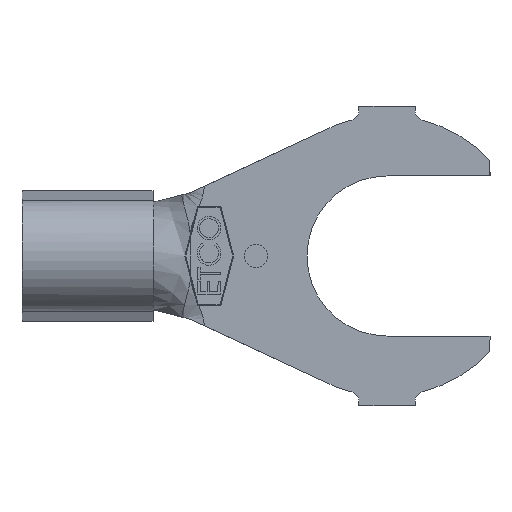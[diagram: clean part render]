
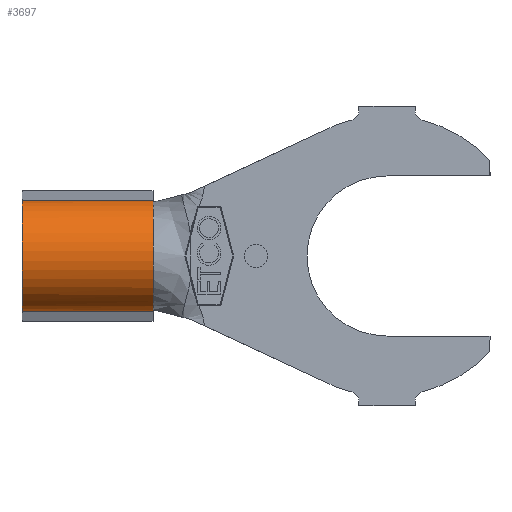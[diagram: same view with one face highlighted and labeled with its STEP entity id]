
A CAD part, front view. The second image highlights one B-rep face of the part: STEP entity #3697.
In plain terms, the highlighted cylindrical face has radius 1.524 mm (diameter 3.048 mm), a partial arc.
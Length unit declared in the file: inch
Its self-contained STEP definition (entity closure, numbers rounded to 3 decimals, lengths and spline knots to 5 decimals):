
#2 = EDGE_CURVE ( 'NONE', #2455, #1514, #4933, .T. ) ;
#52 = ORIENTED_EDGE ( 'NONE', *, *, #4510, .F. ) ;
#56 = AXIS2_PLACEMENT_3D ( 'NONE', #2243, #4242, #6254 ) ;
#163 = CARTESIAN_POINT ( 'NONE',  ( -0.24867, 0.04159, -0.05714 ) ) ;
#234 = CYLINDRICAL_SURFACE ( 'NONE', #56, 0.06 ) ;
#343 = CIRCLE ( 'NONE', #3162, 0.06 ) ;
#345 = EDGE_CURVE ( 'NONE', #4193, #2843, #343, .T. ) ;
#440 = CARTESIAN_POINT ( 'NONE',  ( -0.39, 0.0508, 0.05929 ) ) ;
#544 = DIRECTION ( 'NONE',  ( 0., 0., -1. ) ) ;
#587 = CIRCLE ( 'NONE', #4254, 0.06 ) ;
#694 = EDGE_CURVE ( 'NONE', #1361, #2335, #1745, .T. ) ;
#748 = CARTESIAN_POINT ( 'NONE',  ( -0.24768, 0.04079, -0.05685 ) ) ;
#759 = CARTESIAN_POINT ( 'NONE',  ( -0.25, 0.04286, 0.0575 ) ) ;
#939 = DIRECTION ( 'NONE',  ( 1., 0., 0. ) ) ;
#973 = EDGE_CURVE ( 'NONE', #4566, #4909, #2231, .T. ) ;
#1041 = CARTESIAN_POINT ( 'NONE',  ( -0.24869, 0.0416, 0.05714 ) ) ;
#1252 = CARTESIAN_POINT ( 'NONE',  ( -0.24646, 0.03982, 0.05651 ) ) ;
#1293 = DIRECTION ( 'NONE',  ( 1., 0., 0. ) ) ;
#1305 = VECTOR ( 'NONE', #5697, 39.37008 ) ;
#1344 = VECTOR ( 'NONE', #2445, 39.37008 ) ;
#1361 = VERTEX_POINT ( 'NONE', #6241 ) ;
#1390 = DIRECTION ( 'NONE',  ( 0., 0., -1. ) ) ;
#1514 = VERTEX_POINT ( 'NONE', #4525 ) ;
#1690 = LINE ( 'NONE', #3685, #1305 ) ;
#1745 = B_SPLINE_CURVE_WITH_KNOTS ( 'NONE', 3,
 ( #3536, #5543, #1041, #3046 ),
 .UNSPECIFIED., .F., .F.,
 ( 4, 4 ),
 ( 0.00138, 0.0016 ),
 .UNSPECIFIED. ) ;
#1851 = ORIENTED_EDGE ( 'NONE', *, *, #973, .F. ) ;
#1907 = VERTEX_POINT ( 'NONE', #2751 ) ;
#2171 = CARTESIAN_POINT ( 'NONE',  ( -0.25, 0.04433, -0.05799 ) ) ;
#2231 = CIRCLE ( 'NONE', #5060, 0.06 ) ;
#2243 = CARTESIAN_POINT ( 'NONE',  ( -0.39, 0.06, 0. ) ) ;
#2335 = VERTEX_POINT ( 'NONE', #6055 ) ;
#2362 = ORIENTED_EDGE ( 'NONE', *, *, #6272, .T. ) ;
#2445 = DIRECTION ( 'NONE',  ( 1., 0., 0. ) ) ;
#2455 = VERTEX_POINT ( 'NONE', #2757 ) ;
#2597 = ORIENTED_EDGE ( 'NONE', *, *, #2, .F. ) ;
#2658 = EDGE_CURVE ( 'NONE', #1514, #1361, #5812, .T. ) ;
#2712 = ORIENTED_EDGE ( 'NONE', *, *, #2658, .F. ) ;
#2730 = CARTESIAN_POINT ( 'NONE',  ( -0.25, 0.0472, -0.05862 ) ) ;
#2751 = CARTESIAN_POINT ( 'NONE',  ( -0.24646, 0.03982, -0.05651 ) ) ;
#2754 = CARTESIAN_POINT ( 'NONE',  ( -0.24646, 0.03982, -0.05651 ) ) ;
#2757 = CARTESIAN_POINT ( 'NONE',  ( -0.39, 0.0508, 0.05929 ) ) ;
#2843 = VERTEX_POINT ( 'NONE', #3327 ) ;
#2944 = DIRECTION ( 'NONE',  ( 0., 0., -1. ) ) ;
#2975 = AXIS2_PLACEMENT_3D ( 'NONE', #3038, #5039, #544 ) ;
#3038 = CARTESIAN_POINT ( 'NONE',  ( -0.25, 0.06, 0. ) ) ;
#3046 = CARTESIAN_POINT ( 'NONE',  ( -0.24646, 0.03982, 0.05651 ) ) ;
#3162 = AXIS2_PLACEMENT_3D ( 'NONE', #3879, #5895, #1390 ) ;
#3243 = CARTESIAN_POINT ( 'NONE',  ( -0.25, 0.04286, -0.0575 ) ) ;
#3252 = CARTESIAN_POINT ( 'NONE',  ( -0.24768, 0.04079, 0.05685 ) ) ;
#3296 = DIRECTION ( 'NONE',  ( 0., 0., -1. ) ) ;
#3327 = CARTESIAN_POINT ( 'NONE',  ( -0.25, 0.0508, -0.05929 ) ) ;
#3372 = EDGE_CURVE ( 'NONE', #4745, #2843, #1690, .T. ) ;
#3536 = CARTESIAN_POINT ( 'NONE',  ( -0.25, 0.0472, 0.05862 ) ) ;
#3571 = EDGE_LOOP ( 'NONE', ( #2712, #2597, #2362, #5471, #4863, #6392, #52, #1851, #6225, #5839 ) ) ;
#3685 = CARTESIAN_POINT ( 'NONE',  ( -0.39, 0.0508, -0.05929 ) ) ;
#3697 = ADVANCED_FACE ( 'NONE', ( #4731 ), #234, .T. ) ;
#3879 = CARTESIAN_POINT ( 'NONE',  ( -0.25, 0.06, 0. ) ) ;
#3993 = CARTESIAN_POINT ( 'NONE',  ( -0.25, 0.04286, -0.0575 ) ) ;
#4107 = B_SPLINE_CURVE_WITH_KNOTS ( 'NONE', 3,
 ( #1252, #3252, #5256, #759 ),
 .UNSPECIFIED., .F., .F.,
 ( 4, 4 ),
 ( 0., 0.00012 ),
 .UNSPECIFIED. ) ;
#4165 = CARTESIAN_POINT ( 'NONE',  ( -0.25, 0.0472, -0.05862 ) ) ;
#4193 = VERTEX_POINT ( 'NONE', #2730 ) ;
#4229 = EDGE_CURVE ( 'NONE', #2335, #4566, #4107, .T. ) ;
#4242 = DIRECTION ( 'NONE',  ( 1., 0., 0. ) ) ;
#4254 = AXIS2_PLACEMENT_3D ( 'NONE', #5797, #1293, #3296 ) ;
#4428 = B_SPLINE_CURVE_WITH_KNOTS ( 'NONE', 3,
 ( #3243, #5247, #748, #2754 ),
 .UNSPECIFIED., .F., .F.,
 ( 4, 4 ),
 ( 0.00047, 0.00059 ),
 .UNSPECIFIED. ) ;
#4510 = EDGE_CURVE ( 'NONE', #4909, #1907, #4428, .T. ) ;
#4525 = CARTESIAN_POINT ( 'NONE',  ( -0.25, 0.0508, 0.05929 ) ) ;
#4529 = CARTESIAN_POINT ( 'NONE',  ( -0.25, 0.04286, 0.0575 ) ) ;
#4566 = VERTEX_POINT ( 'NONE', #4529 ) ;
#4655 = CARTESIAN_POINT ( 'NONE',  ( -0.24646, 0.03982, -0.05651 ) ) ;
#4731 = FACE_OUTER_BOUND ( 'NONE', #3571, .T. ) ;
#4745 = VERTEX_POINT ( 'NONE', #6304 ) ;
#4863 = ORIENTED_EDGE ( 'NONE', *, *, #345, .F. ) ;
#4909 = VERTEX_POINT ( 'NONE', #3993 ) ;
#4933 = LINE ( 'NONE', #440, #1344 ) ;
#5039 = DIRECTION ( 'NONE',  ( 1., 0., 0. ) ) ;
#5060 = AXIS2_PLACEMENT_3D ( 'NONE', #5442, #939, #2944 ) ;
#5247 = CARTESIAN_POINT ( 'NONE',  ( -0.24885, 0.04181, -0.05719 ) ) ;
#5256 = CARTESIAN_POINT ( 'NONE',  ( -0.24885, 0.04181, 0.05719 ) ) ;
#5442 = CARTESIAN_POINT ( 'NONE',  ( -0.25, 0.06, 0. ) ) ;
#5471 = ORIENTED_EDGE ( 'NONE', *, *, #3372, .T. ) ;
#5543 = CARTESIAN_POINT ( 'NONE',  ( -0.25, 0.04433, 0.05799 ) ) ;
#5697 = DIRECTION ( 'NONE',  ( 1., 0., 0. ) ) ;
#5797 = CARTESIAN_POINT ( 'NONE',  ( -0.39, 0.06, 0. ) ) ;
#5812 = CIRCLE ( 'NONE', #2975, 0.06 ) ;
#5839 = ORIENTED_EDGE ( 'NONE', *, *, #694, .F. ) ;
#5895 = DIRECTION ( 'NONE',  ( 1., 0., 0. ) ) ;
#5911 = EDGE_CURVE ( 'NONE', #1907, #4193, #5939, .T. ) ;
#5939 = B_SPLINE_CURVE_WITH_KNOTS ( 'NONE', 3,
 ( #4655, #163, #2171, #4165 ),
 .UNSPECIFIED., .F., .F.,
 ( 4, 4 ),
 ( 0.00003, 0.00026 ),
 .UNSPECIFIED. ) ;
#6055 = CARTESIAN_POINT ( 'NONE',  ( -0.24646, 0.03982, 0.05651 ) ) ;
#6225 = ORIENTED_EDGE ( 'NONE', *, *, #4229, .F. ) ;
#6241 = CARTESIAN_POINT ( 'NONE',  ( -0.25, 0.0472, 0.05862 ) ) ;
#6254 = DIRECTION ( 'NONE',  ( 0., 0., -1. ) ) ;
#6272 = EDGE_CURVE ( 'NONE', #2455, #4745, #587, .T. ) ;
#6304 = CARTESIAN_POINT ( 'NONE',  ( -0.39, 0.0508, -0.05929 ) ) ;
#6392 = ORIENTED_EDGE ( 'NONE', *, *, #5911, .F. ) ;
